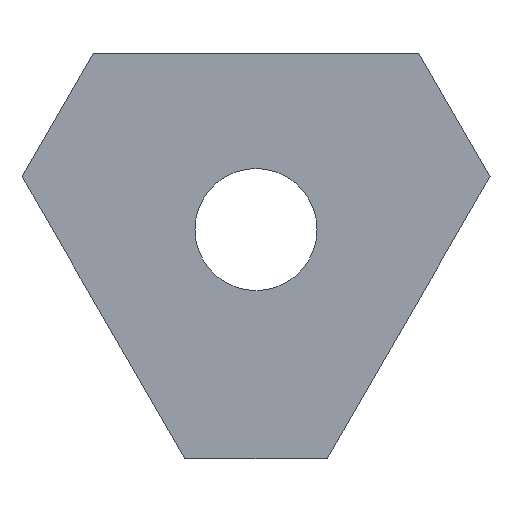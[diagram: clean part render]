
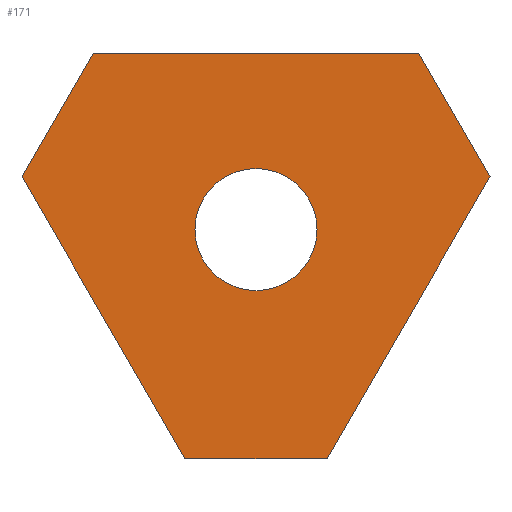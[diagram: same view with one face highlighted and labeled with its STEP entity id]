
A CAD part, front view. The second image highlights one B-rep face of the part: STEP entity #171.
In plain terms, the highlighted planar face has unit normal (0, -1, 0).
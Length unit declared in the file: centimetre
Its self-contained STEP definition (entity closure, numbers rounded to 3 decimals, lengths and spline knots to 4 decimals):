
#16=FACE_BOUND('',#44,.T.);
#24=PLANE('',#196);
#33=FACE_OUTER_BOUND('',#43,.T.);
#43=EDGE_LOOP('',(#155,#156,#157,#158,#159,#160));
#44=EDGE_LOOP('',(#161));
#46=LINE('',#250,#65);
#50=LINE('',#258,#69);
#53=LINE('',#264,#72);
#56=LINE('',#270,#75);
#59=LINE('',#276,#78);
#62=LINE('',#281,#81);
#65=VECTOR('',#208,1.);
#69=VECTOR('',#214,1.);
#72=VECTOR('',#219,1.);
#75=VECTOR('',#224,1.);
#78=VECTOR('',#229,1.);
#81=VECTOR('',#234,1.);
#84=CIRCLE('',#188,3.);
#86=VERTEX_POINT('',#244);
#87=VERTEX_POINT('',#248);
#88=VERTEX_POINT('',#249);
#91=VERTEX_POINT('',#257);
#93=VERTEX_POINT('',#263);
#95=VERTEX_POINT('',#269);
#97=VERTEX_POINT('',#275);
#101=EDGE_CURVE('',#86,#86,#84,.T.);
#102=EDGE_CURVE('',#87,#88,#46,.T.);
#106=EDGE_CURVE('',#88,#91,#50,.T.);
#109=EDGE_CURVE('',#93,#91,#53,.T.);
#112=EDGE_CURVE('',#95,#93,#56,.T.);
#115=EDGE_CURVE('',#97,#95,#59,.T.);
#118=EDGE_CURVE('',#87,#97,#62,.T.);
#155=ORIENTED_EDGE('',*,*,#118,.F.);
#156=ORIENTED_EDGE('',*,*,#102,.T.);
#157=ORIENTED_EDGE('',*,*,#106,.T.);
#158=ORIENTED_EDGE('',*,*,#109,.F.);
#159=ORIENTED_EDGE('',*,*,#112,.F.);
#160=ORIENTED_EDGE('',*,*,#115,.F.);
#161=ORIENTED_EDGE('',*,*,#101,.F.);
#171=ADVANCED_FACE('',(#33,#16),#24,.F.);
#188=AXIS2_PLACEMENT_3D('',#246,#204,#205);
#196=AXIS2_PLACEMENT_3D('',#284,#238,#239);
#204=DIRECTION('center_axis',(0.,-1.,0.));
#205=DIRECTION('ref_axis',(1.,0.,0.));
#208=DIRECTION('',(-0.5,0.,-0.866));
#214=DIRECTION('',(0.5,0.,-0.866));
#219=DIRECTION('',(-1.,0.,0.));
#224=DIRECTION('',(-0.5,0.,-0.866));
#229=DIRECTION('',(0.5,0.,-0.866));
#234=DIRECTION('',(1.,0.,0.));
#238=DIRECTION('center_axis',(0.,1.,0.));
#239=DIRECTION('ref_axis',(1.,0.,0.));
#244=CARTESIAN_POINT('',(10.4929,0.,-8.7417));
#246=CARTESIAN_POINT('Origin',(13.4929,0.,-8.7417));
#248=CARTESIAN_POINT('',(5.4929,0.,-0.0814));
#249=CARTESIAN_POINT('',(1.9929,0.,-6.1436));
#250=CARTESIAN_POINT('',(5.4929,0.,-0.0814));
#257=CARTESIAN_POINT('',(9.9929,0.,-20.));
#258=CARTESIAN_POINT('',(1.9929,0.,-6.1436));
#263=CARTESIAN_POINT('',(16.9929,0.,-20.));
#264=CARTESIAN_POINT('',(16.9929,0.,-20.));
#269=CARTESIAN_POINT('',(24.9929,0.,-6.1436));
#270=CARTESIAN_POINT('',(24.9929,0.,-6.1436));
#275=CARTESIAN_POINT('',(21.4929,0.,-0.0814));
#276=CARTESIAN_POINT('',(21.4929,0.,-0.0814));
#281=CARTESIAN_POINT('',(5.4929,0.,-0.0814));
#284=CARTESIAN_POINT('Origin',(13.4929,0.,-10.0407));
